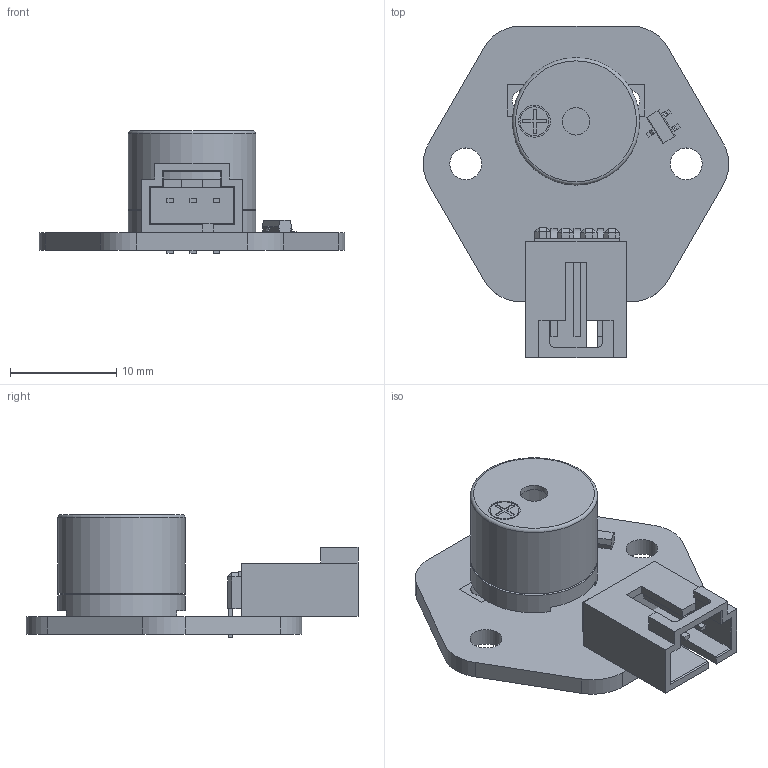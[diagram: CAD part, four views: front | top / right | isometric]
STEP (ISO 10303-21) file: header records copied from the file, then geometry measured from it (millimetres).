
FILE_DESCRIPTION(('FreeCAD Model'),'2;1');
FILE_NAME('ZumBuzzer.step','2014-12-10T20:33:50',('FreeCAD'),('FreeCAD'), 'Open CASCADE STEP processor 6.7','FreeCAD','Unknown');
FILE_SCHEMA(('AUTOMOTIVE_DESIGN_CC2 { 1 2 10303 214 -1 1 5 4 }'));
Length unit declared in the file: millimetre
Products named in the file (7): AlojaConectores; Conectores; Pad001; Pad002; Cut002; Buzzer; SOT23
Bounding box: 28.78 x 31.3 x 11.57 mm (x, y, z)
Volume: 1636.9 mm3; surface area: 3267.6 mm2
Topology: 7 solids, 7 shells, 266 faces, 673 edges, 431 vertices
Faces by surface type: plane 222, cylinder 43, torus 1
Full cylindrical faces by diameter (mm): 2 x4, 2.6 x1, 2.732 x1, 3 x3, 11 x1, 11.5 x2, 12 x2
Entity records: 18345 total; most frequent: CARTESIAN_POINT 3114, DIRECTION 2389, LINE 1590, VECTOR 1590, ORIENTED_EDGE 1354, PCURVE 1346, DEFINITIONAL_REPRESENTATION 1346, EDGE_CURVE 673
